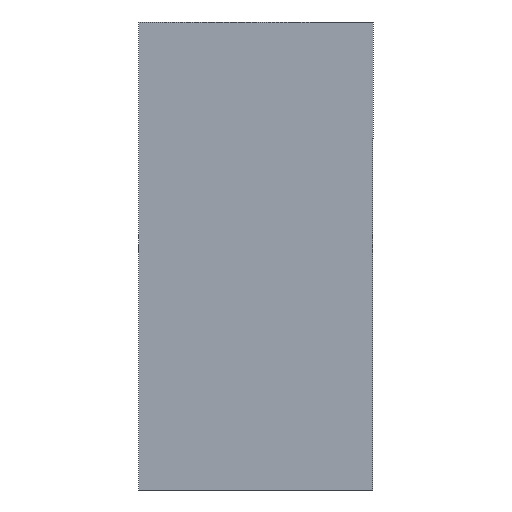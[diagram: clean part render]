
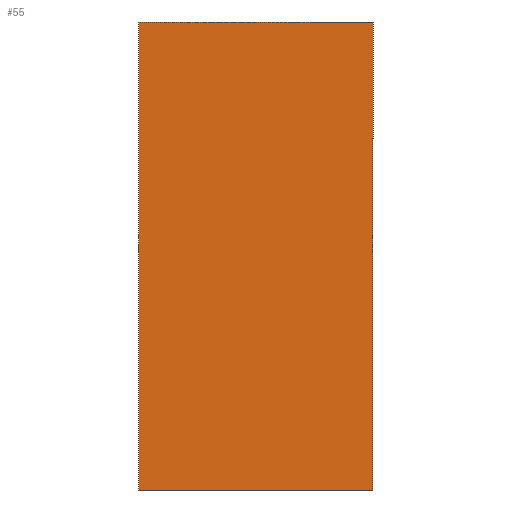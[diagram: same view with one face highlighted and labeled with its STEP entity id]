
A CAD part, front view. The second image highlights one B-rep face of the part: STEP entity #55.
In plain terms, the highlighted planar face has unit normal (0, -1, 0).
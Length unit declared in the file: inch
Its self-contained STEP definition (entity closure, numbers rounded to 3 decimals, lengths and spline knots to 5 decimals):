
#4 = ORIENTED_EDGE ( 'NONE', *, *, #62, .F. ) ;
#7 = CARTESIAN_POINT ( 'NONE',  ( -12., -0.0625, -24. ) ) ;
#9 = ORIENTED_EDGE ( 'NONE', *, *, #14, .F. ) ;
#14 = EDGE_CURVE ( 'NONE', #16, #97, #54, .T. ) ;
#16 = VERTEX_POINT ( 'NONE', #36 ) ;
#18 = VECTOR ( 'NONE', #90, 39.37008 ) ;
#28 = CARTESIAN_POINT ( 'NONE',  ( -12., -0.0625, 24. ) ) ;
#34 = CARTESIAN_POINT ( 'NONE',  ( 12., -0.0625, -24. ) ) ;
#36 = CARTESIAN_POINT ( 'NONE',  ( 12., -0.0625, -24. ) ) ;
#41 = CARTESIAN_POINT ( 'NONE',  ( -12., -0.0625, -24. ) ) ;
#54 = LINE ( 'NONE', #34, #176 ) ;
#55 = ADVANCED_FACE ( 'NONE', ( #166 ), #130, .T. ) ;
#56 = ORIENTED_EDGE ( 'NONE', *, *, #149, .F. ) ;
#58 = ORIENTED_EDGE ( 'NONE', *, *, #141, .F. ) ;
#62 = EDGE_CURVE ( 'NONE', #165, #133, #201, .T. ) ;
#79 = VECTOR ( 'NONE', #148, 39.37008 ) ;
#81 = DIRECTION ( 'NONE',  ( 0., 0., -1. ) ) ;
#90 = DIRECTION ( 'NONE',  ( 0., 0., 1. ) ) ;
#94 = VECTOR ( 'NONE', #120, 39.37008 ) ;
#97 = VERTEX_POINT ( 'NONE', #7 ) ;
#100 = DIRECTION ( 'NONE',  ( 0., -1., 0. ) ) ;
#101 = CARTESIAN_POINT ( 'NONE',  ( 12., -0.0625, 24. ) ) ;
#105 = DIRECTION ( 'NONE',  ( -1., 0., 0. ) ) ;
#115 = CARTESIAN_POINT ( 'NONE',  ( 0., -0.0625, 0. ) ) ;
#116 = EDGE_LOOP ( 'NONE', ( #56, #9, #58, #4 ) ) ;
#120 = DIRECTION ( 'NONE',  ( 0., 0., -1. ) ) ;
#130 = PLANE ( 'NONE',  #194 ) ;
#133 = VERTEX_POINT ( 'NONE', #134 ) ;
#134 = CARTESIAN_POINT ( 'NONE',  ( 12., -0.0625, 24. ) ) ;
#137 = CARTESIAN_POINT ( 'NONE',  ( 12., -0.0625, -24. ) ) ;
#138 = LINE ( 'NONE', #137, #94 ) ;
#141 = EDGE_CURVE ( 'NONE', #133, #16, #138, .T. ) ;
#148 = DIRECTION ( 'NONE',  ( 1., 0., 0. ) ) ;
#149 = EDGE_CURVE ( 'NONE', #97, #165, #187, .T. ) ;
#165 = VERTEX_POINT ( 'NONE', #28 ) ;
#166 = FACE_OUTER_BOUND ( 'NONE', #116, .T. ) ;
#176 = VECTOR ( 'NONE', #105, 39.37008 ) ;
#187 = LINE ( 'NONE', #41, #18 ) ;
#194 = AXIS2_PLACEMENT_3D ( 'NONE', #115, #100, #81 ) ;
#201 = LINE ( 'NONE', #101, #79 ) ;
